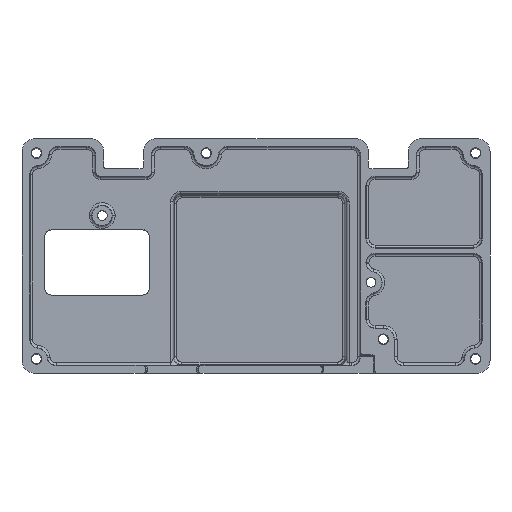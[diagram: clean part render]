
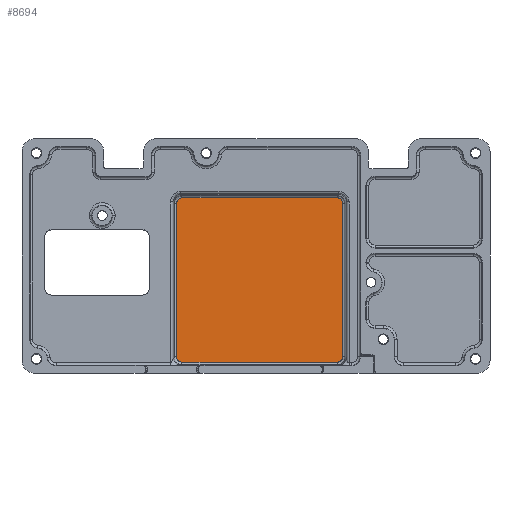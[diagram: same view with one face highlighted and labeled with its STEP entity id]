
A CAD part, top view. The second image highlights one B-rep face of the part: STEP entity #8694.
In plain terms, the highlighted planar face has unit normal (0, 0, 1).
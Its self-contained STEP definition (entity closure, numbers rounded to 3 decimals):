
#2974=CARTESIAN_POINT('',(121.834,80.946,-23.));
#2975=CARTESIAN_POINT('',(121.834,81.135,-23.));
#2976=CARTESIAN_POINT('',(121.782,81.498,-23.));
#2977=CARTESIAN_POINT('',(121.56,82.007,-23.));
#2978=CARTESIAN_POINT('',(121.21,82.427,-23.));
#2979=CARTESIAN_POINT('',(120.817,82.707,-23.));
#2980=CARTESIAN_POINT('',(120.381,82.89,-23.));
#2981=CARTESIAN_POINT('',(120.026,82.944,-23.));
#2982=CARTESIAN_POINT('',(119.836,82.944,-23.));
#2987=DIRECTION('',(0.,1.,0.));
#2988=VECTOR('',#2987,58.401);
#2989=CARTESIAN_POINT('',(121.834,22.544,-23.));
#2990=LINE('',#2989,#2988);
#2994=CARTESIAN_POINT('',(119.834,20.545,-23.));
#2995=CARTESIAN_POINT('',(120.024,20.545,-23.));
#2996=CARTESIAN_POINT('',(120.387,20.597,-23.));
#2997=CARTESIAN_POINT('',(120.896,20.82,-23.));
#2998=CARTESIAN_POINT('',(121.317,21.17,-23.));
#2999=CARTESIAN_POINT('',(121.597,21.563,-23.));
#3000=CARTESIAN_POINT('',(121.78,21.999,-23.));
#3001=CARTESIAN_POINT('',(121.834,22.354,-23.));
#3002=CARTESIAN_POINT('',(121.834,22.544,-23.));
#3007=DIRECTION('',(1.,0.,0.));
#3008=VECTOR('',#3007,59.069);
#3009=CARTESIAN_POINT('',(60.766,20.545,-23.));
#3010=LINE('',#3009,#3008);
#3014=CARTESIAN_POINT('',(58.766,22.544,-23.));
#3015=CARTESIAN_POINT('',(58.766,22.354,-23.));
#3016=CARTESIAN_POINT('',(58.818,21.992,-23.));
#3017=CARTESIAN_POINT('',(59.04,21.483,-23.));
#3018=CARTESIAN_POINT('',(59.39,21.062,-23.));
#3019=CARTESIAN_POINT('',(59.784,20.782,-23.));
#3020=CARTESIAN_POINT('',(60.22,20.6,-23.));
#3021=CARTESIAN_POINT('',(60.575,20.545,-23.));
#3022=CARTESIAN_POINT('',(60.766,20.545,-23.));
#3027=DIRECTION('',(0.,-1.,0.));
#3028=VECTOR('',#3027,58.401);
#3029=CARTESIAN_POINT('',(58.766,80.946,-23.));
#3030=LINE('',#3029,#3028);
#3034=CARTESIAN_POINT('',(60.764,82.944,-23.));
#3035=CARTESIAN_POINT('',(60.572,82.944,-23.));
#3036=CARTESIAN_POINT('',(60.207,82.891,-23.));
#3037=CARTESIAN_POINT('',(59.694,82.665,-23.));
#3038=CARTESIAN_POINT('',(59.276,82.312,-23.));
#3039=CARTESIAN_POINT('',(59.,81.921,-23.));
#3040=CARTESIAN_POINT('',(58.82,81.49,-23.));
#3041=CARTESIAN_POINT('',(58.766,81.136,-23.));
#3042=CARTESIAN_POINT('',(58.766,80.946,-23.));
#3047=DIRECTION('',(-1.,0.,0.));
#3048=VECTOR('',#3047,59.071);
#3049=CARTESIAN_POINT('',(119.836,82.944,-23.));
#3050=LINE('',#3049,#3048);
#6144=VERTEX_POINT('',#2974);
#6145=VERTEX_POINT('',#2982);
#6146=CARTESIAN_POINT('',(60.764,82.944,-23.));
#6147=VERTEX_POINT('',#6146);
#6148=VERTEX_POINT('',#3042);
#6151=CARTESIAN_POINT('',(58.766,22.544,-23.));
#6152=VERTEX_POINT('',#6151);
#6155=CARTESIAN_POINT('',(121.834,22.544,-23.));
#6156=VERTEX_POINT('',#6155);
#6615=VERTEX_POINT('',#3022);
#6618=CARTESIAN_POINT('',(119.834,20.545,-23.));
#6619=VERTEX_POINT('',#6618);
#8675=CARTESIAN_POINT('',(0.,0.,-23.));
#8676=DIRECTION('',(0.,0.,-1.));
#8677=DIRECTION('',(-1.,0.,0.));
#8678=AXIS2_PLACEMENT_3D('',#8675,#8676,#8677);
#8679=PLANE('',#8678);
#8681=ORIENTED_EDGE('',*,*,#8680,.F.);
#8682=ORIENTED_EDGE('',*,*,#8668,.F.);
#8683=ORIENTED_EDGE('',*,*,#8656,.F.);
#8685=ORIENTED_EDGE('',*,*,#8684,.F.);
#8686=ORIENTED_EDGE('',*,*,#8206,.F.);
#8687=ORIENTED_EDGE('',*,*,#8222,.F.);
#8689=ORIENTED_EDGE('',*,*,#8688,.F.);
#8691=ORIENTED_EDGE('',*,*,#8690,.F.);
#8692=EDGE_LOOP('',(#8681,#8682,#8683,#8685,#8686,#8687,#8689,#8691));
#8693=FACE_OUTER_BOUND('',#8692,.F.);
#2983=B_SPLINE_CURVE_WITH_KNOTS('',3,(#2974,#2975,#2976,#2977,#2978,#2979,#2980,
#2981,#2982),.UNSPECIFIED.,.F.,.F.,(4,1,1,1,1,1,4),(0.,0.167,
0.333,0.5,0.667,0.833,1.),
.UNSPECIFIED.);
#3003=B_SPLINE_CURVE_WITH_KNOTS('',3,(#2994,#2995,#2996,#2997,#2998,#2999,#3000,
#3001,#3002),.UNSPECIFIED.,.F.,.F.,(4,1,1,1,1,1,4),(0.,0.167,
0.333,0.5,0.667,0.833,1.),
.UNSPECIFIED.);
#3023=B_SPLINE_CURVE_WITH_KNOTS('',3,(#3014,#3015,#3016,#3017,#3018,#3019,#3020,
#3021,#3022),.UNSPECIFIED.,.F.,.F.,(4,1,1,1,1,1,4),(0.,0.167,
0.333,0.5,0.667,0.833,1.),
.UNSPECIFIED.);
#3043=B_SPLINE_CURVE_WITH_KNOTS('',3,(#3034,#3035,#3036,#3037,#3038,#3039,#3040,
#3041,#3042),.UNSPECIFIED.,.F.,.F.,(4,1,1,1,1,1,4),(0.,0.167,
0.333,0.5,0.667,0.833,1.),
.UNSPECIFIED.);
#8206=EDGE_CURVE('',#6152,#6615,#3023,.T.);
#8222=EDGE_CURVE('',#6148,#6152,#3030,.T.);
#8656=EDGE_CURVE('',#6619,#6156,#3003,.T.);
#8668=EDGE_CURVE('',#6156,#6144,#2990,.T.);
#8680=EDGE_CURVE('',#6144,#6145,#2983,.T.);
#8684=EDGE_CURVE('',#6615,#6619,#3010,.T.);
#8688=EDGE_CURVE('',#6147,#6148,#3043,.T.);
#8690=EDGE_CURVE('',#6145,#6147,#3050,.T.);
#8694=ADVANCED_FACE('',(#8693),#8679,.F.);
